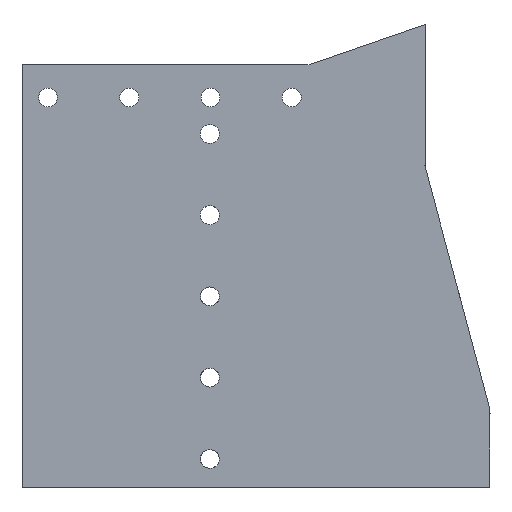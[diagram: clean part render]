
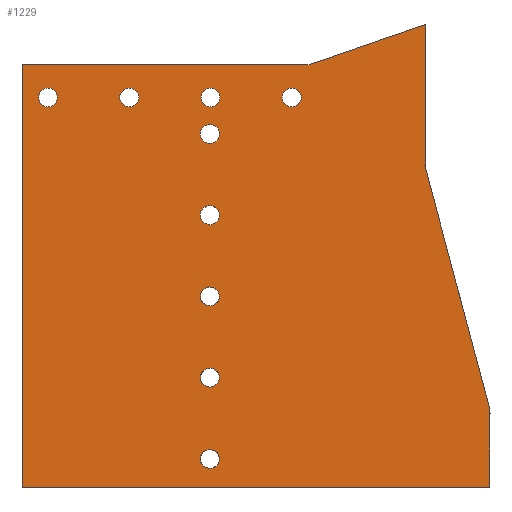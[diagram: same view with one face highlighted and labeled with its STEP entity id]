
A CAD part, top view. The second image highlights one B-rep face of the part: STEP entity #1229.
In plain terms, the highlighted planar face has unit normal (0, 0, 1).
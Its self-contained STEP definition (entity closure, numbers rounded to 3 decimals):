
#51=FACE_BOUND('',#181,.T.);
#52=FACE_BOUND('',#182,.T.);
#53=FACE_BOUND('',#183,.T.);
#54=FACE_BOUND('',#184,.T.);
#55=FACE_BOUND('',#185,.T.);
#56=FACE_BOUND('',#186,.T.);
#57=FACE_BOUND('',#187,.T.);
#58=FACE_BOUND('',#188,.T.);
#59=FACE_BOUND('',#189,.T.);
#123=FACE_OUTER_BOUND('',#180,.T.);
#180=EDGE_LOOP('',(#873,#874,#875,#876,#877,#878,#879,#880));
#181=EDGE_LOOP('',(#881));
#182=EDGE_LOOP('',(#882));
#183=EDGE_LOOP('',(#883));
#184=EDGE_LOOP('',(#884));
#185=EDGE_LOOP('',(#885));
#186=EDGE_LOOP('',(#886));
#187=EDGE_LOOP('',(#887));
#188=EDGE_LOOP('',(#888));
#189=EDGE_LOOP('',(#889));
#268=LINE('',#1832,#388);
#271=LINE('',#1840,#391);
#272=LINE('',#1842,#392);
#273=LINE('',#1844,#393);
#274=LINE('',#1846,#394);
#275=LINE('',#1848,#395);
#276=LINE('',#1850,#396);
#277=LINE('',#1851,#397);
#388=VECTOR('',#1454,10.);
#391=VECTOR('',#1461,10.);
#392=VECTOR('',#1462,10.);
#393=VECTOR('',#1463,10.);
#394=VECTOR('',#1464,10.);
#395=VECTOR('',#1465,10.);
#396=VECTOR('',#1466,10.);
#397=VECTOR('',#1467,10.);
#501=CIRCLE('',#1315,1.45);
#502=CIRCLE('',#1316,1.45);
#503=CIRCLE('',#1317,1.45);
#504=CIRCLE('',#1318,1.45);
#505=CIRCLE('',#1319,1.45);
#506=CIRCLE('',#1320,1.45);
#507=CIRCLE('',#1321,1.45);
#508=CIRCLE('',#1322,1.45);
#509=CIRCLE('',#1323,1.45);
#553=VERTEX_POINT('',#1829);
#554=VERTEX_POINT('',#1831);
#557=VERTEX_POINT('',#1839);
#558=VERTEX_POINT('',#1841);
#559=VERTEX_POINT('',#1843);
#560=VERTEX_POINT('',#1845);
#561=VERTEX_POINT('',#1847);
#562=VERTEX_POINT('',#1849);
#563=VERTEX_POINT('',#1852);
#564=VERTEX_POINT('',#1854);
#565=VERTEX_POINT('',#1856);
#566=VERTEX_POINT('',#1858);
#567=VERTEX_POINT('',#1860);
#568=VERTEX_POINT('',#1862);
#569=VERTEX_POINT('',#1864);
#570=VERTEX_POINT('',#1866);
#571=VERTEX_POINT('',#1868);
#678=EDGE_CURVE('',#554,#553,#268,.T.);
#682=EDGE_CURVE('',#557,#553,#271,.T.);
#683=EDGE_CURVE('',#557,#558,#272,.T.);
#684=EDGE_CURVE('',#559,#558,#273,.T.);
#685=EDGE_CURVE('',#560,#559,#274,.T.);
#686=EDGE_CURVE('',#561,#560,#275,.T.);
#687=EDGE_CURVE('',#562,#561,#276,.T.);
#688=EDGE_CURVE('',#562,#554,#277,.T.);
#689=EDGE_CURVE('',#563,#563,#501,.T.);
#690=EDGE_CURVE('',#564,#564,#502,.T.);
#691=EDGE_CURVE('',#565,#565,#503,.T.);
#692=EDGE_CURVE('',#566,#566,#504,.T.);
#693=EDGE_CURVE('',#567,#567,#505,.T.);
#694=EDGE_CURVE('',#568,#568,#506,.T.);
#695=EDGE_CURVE('',#569,#569,#507,.T.);
#696=EDGE_CURVE('',#570,#570,#508,.T.);
#697=EDGE_CURVE('',#571,#571,#509,.T.);
#873=ORIENTED_EDGE('',*,*,#678,.T.);
#874=ORIENTED_EDGE('',*,*,#682,.F.);
#875=ORIENTED_EDGE('',*,*,#683,.T.);
#876=ORIENTED_EDGE('',*,*,#684,.F.);
#877=ORIENTED_EDGE('',*,*,#685,.F.);
#878=ORIENTED_EDGE('',*,*,#686,.F.);
#879=ORIENTED_EDGE('',*,*,#687,.F.);
#880=ORIENTED_EDGE('',*,*,#688,.T.);
#881=ORIENTED_EDGE('',*,*,#689,.T.);
#882=ORIENTED_EDGE('',*,*,#690,.T.);
#883=ORIENTED_EDGE('',*,*,#691,.T.);
#884=ORIENTED_EDGE('',*,*,#692,.T.);
#885=ORIENTED_EDGE('',*,*,#693,.T.);
#886=ORIENTED_EDGE('',*,*,#694,.T.);
#887=ORIENTED_EDGE('',*,*,#695,.T.);
#888=ORIENTED_EDGE('',*,*,#696,.T.);
#889=ORIENTED_EDGE('',*,*,#697,.T.);
#1191=PLANE('',#1314);
#1229=ADVANCED_FACE('',(#123,#51,#52,#53,#54,#55,#56,#57,#58,#59),#1191,
 .T.);
#1314=AXIS2_PLACEMENT_3D('',#1838,#1459,#1460);
#1315=AXIS2_PLACEMENT_3D('',#1853,#1468,#1469);
#1316=AXIS2_PLACEMENT_3D('',#1855,#1470,#1471);
#1317=AXIS2_PLACEMENT_3D('',#1857,#1472,#1473);
#1318=AXIS2_PLACEMENT_3D('',#1859,#1474,#1475);
#1319=AXIS2_PLACEMENT_3D('',#1861,#1476,#1477);
#1320=AXIS2_PLACEMENT_3D('',#1863,#1478,#1479);
#1321=AXIS2_PLACEMENT_3D('',#1865,#1480,#1481);
#1322=AXIS2_PLACEMENT_3D('',#1867,#1482,#1483);
#1323=AXIS2_PLACEMENT_3D('',#1869,#1484,#1485);
#1454=DIRECTION('',(0.,-1.,0.));
#1459=DIRECTION('center_axis',(0.,0.,1.));
#1460=DIRECTION('ref_axis',(1.,0.,0.));
#1461=DIRECTION('',(-1.,0.,0.));
#1462=DIRECTION('',(0.,1.,0.));
#1463=DIRECTION('',(0.258,-0.966,0.));
#1464=DIRECTION('',(-1.,0.,0.));
#1465=DIRECTION('',(0.,-1.,0.));
#1466=DIRECTION('',(0.945,0.326,0.));
#1467=DIRECTION('',(-1.,0.,0.));
#1468=DIRECTION('center_axis',(0.,0.,-1.));
#1469=DIRECTION('ref_axis',(-1.,0.,0.));
#1470=DIRECTION('center_axis',(0.,0.,-1.));
#1471=DIRECTION('ref_axis',(-1.,0.,0.));
#1472=DIRECTION('center_axis',(0.,0.,-1.));
#1473=DIRECTION('ref_axis',(-1.,0.,0.));
#1474=DIRECTION('center_axis',(0.,0.,-1.));
#1475=DIRECTION('ref_axis',(-1.,0.,0.));
#1476=DIRECTION('center_axis',(0.,0.,-1.));
#1477=DIRECTION('ref_axis',(-1.,0.,0.));
#1478=DIRECTION('center_axis',(0.,0.,-1.));
#1479=DIRECTION('ref_axis',(-1.,0.,0.));
#1480=DIRECTION('center_axis',(0.,0.,-1.));
#1481=DIRECTION('ref_axis',(-1.,0.,0.));
#1482=DIRECTION('center_axis',(0.,0.,-1.));
#1483=DIRECTION('ref_axis',(-1.,0.,0.));
#1484=DIRECTION('center_axis',(0.,0.,-1.));
#1485=DIRECTION('ref_axis',(-1.,0.,0.));
#1829=CARTESIAN_POINT('',(9.016,-57.492,5.));
#1831=CARTESIAN_POINT('',(9.016,7.508,5.));
#1832=CARTESIAN_POINT('',(9.016,-8.492,5.));
#1838=CARTESIAN_POINT('Origin',(14.016,-0.492,5.));
#1839=CARTESIAN_POINT('',(81.016,-57.492,5.));
#1840=CARTESIAN_POINT('',(19.016,-57.492,5.));
#1841=CARTESIAN_POINT('',(81.016,-45.492,5.));
#1842=CARTESIAN_POINT('',(81.016,-57.492,5.));
#1843=CARTESIAN_POINT('',(71.002,-8.007,5.));
#1844=CARTESIAN_POINT('',(78.213,-34.999,5.));
#1845=CARTESIAN_POINT('',(71.115,-8.007,5.));
#1846=CARTESIAN_POINT('',(57.541,-8.007,5.));
#1847=CARTESIAN_POINT('',(71.115,13.758,5.));
#1848=CARTESIAN_POINT('',(71.115,-2.566,5.));
#1849=CARTESIAN_POINT('',(53.016,7.508,5.));
#1850=CARTESIAN_POINT('',(65.393,11.782,5.));
#1851=CARTESIAN_POINT('',(19.016,7.508,5.));
#1852=CARTESIAN_POINT('',(39.466,2.508,5.));
#1853=CARTESIAN_POINT('Origin',(38.016,2.508,5.));
#1854=CARTESIAN_POINT('',(51.966,2.508,5.));
#1855=CARTESIAN_POINT('Origin',(50.516,2.508,5.));
#1856=CARTESIAN_POINT('',(26.966,2.508,5.));
#1857=CARTESIAN_POINT('Origin',(25.516,2.508,5.));
#1858=CARTESIAN_POINT('',(14.466,2.508,5.));
#1859=CARTESIAN_POINT('Origin',(13.016,2.508,5.));
#1860=CARTESIAN_POINT('',(39.366,-53.09,5.));
#1861=CARTESIAN_POINT('Origin',(37.916,-53.09,5.));
#1862=CARTESIAN_POINT('',(39.366,-28.09,5.));
#1863=CARTESIAN_POINT('Origin',(37.916,-28.09,5.));
#1864=CARTESIAN_POINT('',(39.366,-3.09,5.));
#1865=CARTESIAN_POINT('Origin',(37.916,-3.09,5.));
#1866=CARTESIAN_POINT('',(39.366,-15.59,5.));
#1867=CARTESIAN_POINT('Origin',(37.916,-15.59,5.));
#1868=CARTESIAN_POINT('',(39.366,-40.59,5.));
#1869=CARTESIAN_POINT('Origin',(37.916,-40.59,5.));
